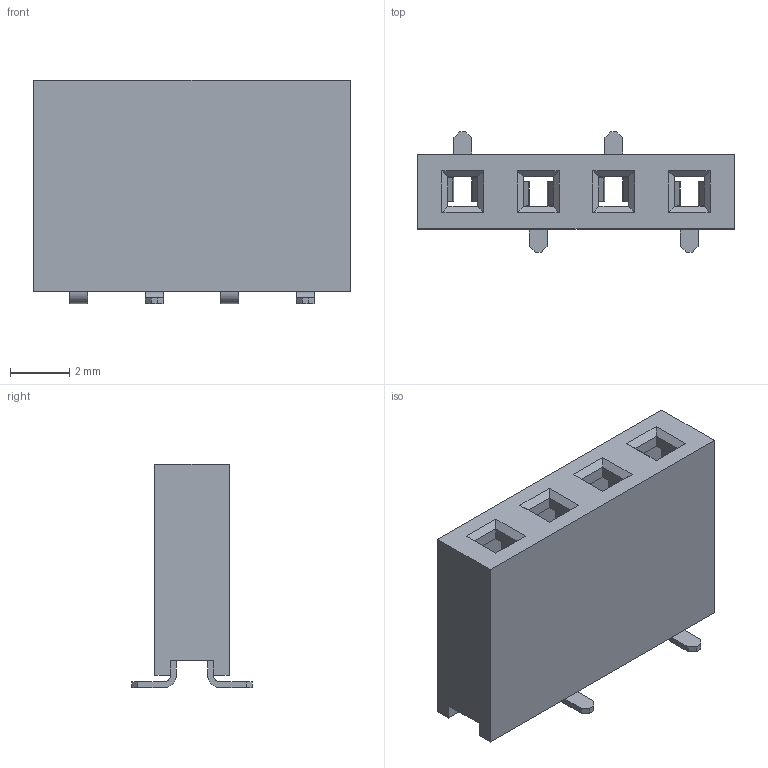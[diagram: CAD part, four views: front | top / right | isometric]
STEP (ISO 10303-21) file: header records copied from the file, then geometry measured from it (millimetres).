
FILE_DESCRIPTION(/* description */ ('Unknown'),/* implementation_level */ '2;1');
FILE_NAME(/* name */ '61000411921',/* time_stamp */ '2015-12-18T09:33:47+01:00',/* author */ ('Unknown'),/* organization */ ('Unknown'),/* preprocessor_version */ 'ST-DEVELOPER v16',/* originating_system */ 'DEX',/* authorisation */ $);
FILE_SCHEMA (('AUTOMOTIVE_DESIGN {1 0 10303 214 3 1 1}'));
Length unit declared in the file: millimetre
Products named in the file (3): 6100xx11921; 6100041xx21; 6100xx1xx21_PIN
Assembly tree (5 placements, depth 2):
  6100xx11921
    6100041xx21
    6100xx1xx21_PIN  x4
Bounding box: 10.66 x 4.05 x 7.51 mm (x, y, z)
Volume: 124.1 mm3; surface area: 592.1 mm2
Topology: 5 solids, 5 shells, 330 faces, 896 edges, 576 vertices
Faces by surface type: plane 218, cylinder 96, bspline 16
Entity records: 4006 total; most frequent: CARTESIAN_POINT 738, ORIENTED_EDGE 676, DIRECTION 634, EDGE_CURVE 338, LINE 282, VECTOR 282, VERTEX_POINT 216, AXIS2_PLACEMENT_3D 176
